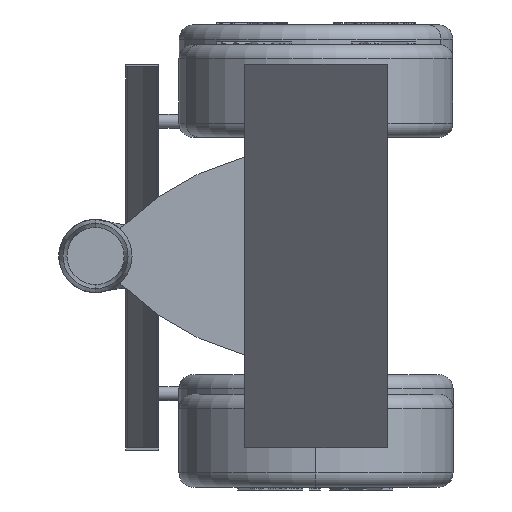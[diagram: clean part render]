
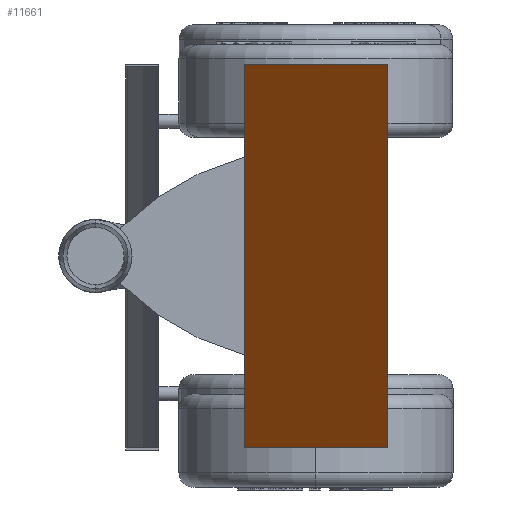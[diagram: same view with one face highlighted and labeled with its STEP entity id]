
A CAD part, left-side view. The second image highlights one B-rep face of the part: STEP entity #11661.
In plain terms, the highlighted planar face has unit normal (-0.64, 0.768, 0).
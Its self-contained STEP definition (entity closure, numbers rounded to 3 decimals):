
#56 = ORIENTED_EDGE ( 'NONE', *, *, #9112, .F. ) ;
#372 = VERTEX_POINT ( 'NONE', #6285 ) ;
#681 = LINE ( 'NONE', #9538, #13536 ) ;
#1346 = VERTEX_POINT ( 'NONE', #5296 ) ;
#3423 = PLANE ( 'NONE',  #6971 ) ;
#3797 = ORIENTED_EDGE ( 'NONE', *, *, #10844, .T. ) ;
#4040 = CARTESIAN_POINT ( 'NONE',  ( -2027., 500., -1344. ) ) ;
#4512 = LINE ( 'NONE', #14921, #7496 ) ;
#4557 = VERTEX_POINT ( 'NONE', #9469 ) ;
#4765 = DIRECTION ( 'NONE',  ( -0.64, 0.768, 0. ) ) ;
#5296 = CARTESIAN_POINT ( 'NONE',  ( -2027., 500., 0. ) ) ;
#5982 = DIRECTION ( 'NONE',  ( 0., 0., 1. ) ) ;
#6285 = CARTESIAN_POINT ( 'NONE',  ( -2627., 0., -1344. ) ) ;
#6971 = AXIS2_PLACEMENT_3D ( 'NONE', #9843, #4765, #13746 ) ;
#7245 = DIRECTION ( 'NONE',  ( 0., 0., 1. ) ) ;
#7496 = VECTOR ( 'NONE', #7245, 1000. ) ;
#8590 = EDGE_CURVE ( 'NONE', #372, #4557, #9142, .T. ) ;
#8771 = VERTEX_POINT ( 'NONE', #4040 ) ;
#8830 = DIRECTION ( 'NONE',  ( -0.768, -0.64, 0. ) ) ;
#9112 = EDGE_CURVE ( 'NONE', #8771, #1346, #4512, .T. ) ;
#9142 = LINE ( 'NONE', #16237, #12157 ) ;
#9469 = CARTESIAN_POINT ( 'NONE',  ( -2627., 0., 0. ) ) ;
#9538 = CARTESIAN_POINT ( 'NONE',  ( -2027., 500., 0. ) ) ;
#9554 = LINE ( 'NONE', #16514, #16362 ) ;
#9843 = CARTESIAN_POINT ( 'NONE',  ( -2027., 500., -1344. ) ) ;
#10844 = EDGE_CURVE ( 'NONE', #8771, #372, #9554, .T. ) ;
#11661 = ADVANCED_FACE ( 'NONE', ( #15340 ), #3423, .T. ) ;
#12157 = VECTOR ( 'NONE', #5982, 1000. ) ;
#13310 = ORIENTED_EDGE ( 'NONE', *, *, #8590, .T. ) ;
#13536 = VECTOR ( 'NONE', #14695, 1000. ) ;
#13746 = DIRECTION ( 'NONE',  ( -0.768, -0.64, 0. ) ) ;
#14695 = DIRECTION ( 'NONE',  ( -0.768, -0.64, 0. ) ) ;
#14921 = CARTESIAN_POINT ( 'NONE',  ( -2027., 500., -1344. ) ) ;
#15033 = EDGE_CURVE ( 'NONE', #1346, #4557, #681, .T. ) ;
#15340 = FACE_OUTER_BOUND ( 'NONE', #15384, .T. ) ;
#15384 = EDGE_LOOP ( 'NONE', ( #16054, #56, #3797, #13310 ) ) ;
#16054 = ORIENTED_EDGE ( 'NONE', *, *, #15033, .F. ) ;
#16237 = CARTESIAN_POINT ( 'NONE',  ( -2627., 0., -1344. ) ) ;
#16362 = VECTOR ( 'NONE', #8830, 1000. ) ;
#16514 = CARTESIAN_POINT ( 'NONE',  ( -2027., 500., -1344. ) ) ;
